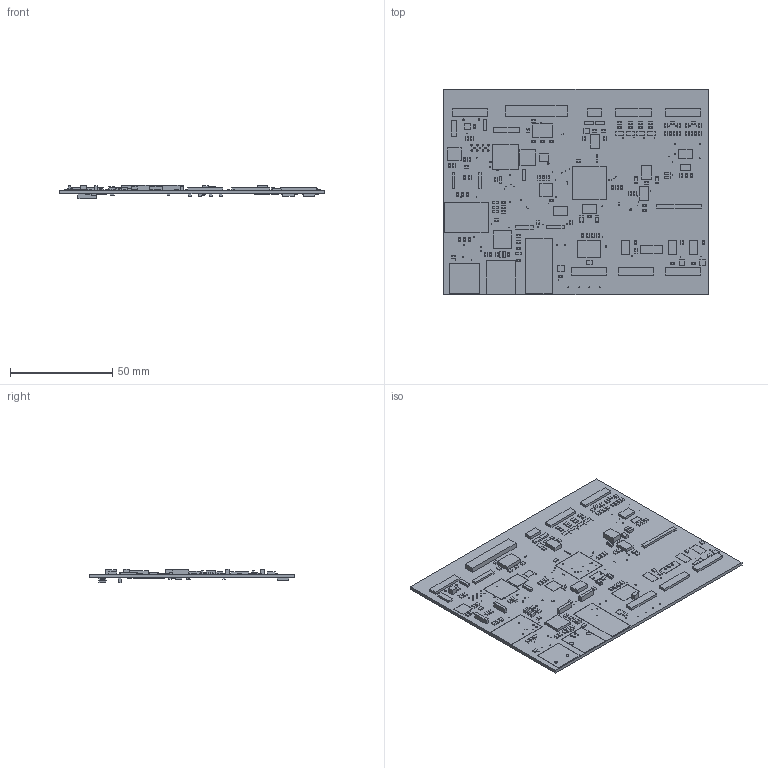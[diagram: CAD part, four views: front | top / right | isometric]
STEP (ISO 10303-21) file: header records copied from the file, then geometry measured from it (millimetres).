
FILE_DESCRIPTION(/* description */ (''),/* implementation_level */ '2;1');
FILE_NAME(/* name */ 'ae798869-a431-4e23-accf-43234857b0db.zip.stp',/* time_stamp */ '2019-06-06T05:54:03+00:00',/* author */ (''),/* organization */ (''),/* preprocessor_version */ 'ST-DEVELOPER v18',/* originating_system */ 'Autodesk Translation Framework v8.2.0.1029',/* authorisation */ '');
FILE_SCHEMA (('AUTOMOTIVE_DESIGN { 1 0 10303 214 3 1 1 }'));
Length unit declared in the file: millimetre
Products named in the file (56): Data Logger V2.0; PCB Component; Board; HM-10-BOARD; 104; 22p; SMBJ26CA; SM712; SS14; ATMEGA2560-16AU; 61400416121; 68uh; 3.3uh; BSS138; TRANSISTOR-NPN; 16M; 1 K; 0ohm; TF-HOLDER; LM2596SX-ADJ/NOPB; AMS1117-3.3; 74LVC245; ADS1115IDGST; SN74LVC1G125DBVR; ATWINC1500_MR210PB; 32.768kHz; MINISMDC050F-2; TIP120; M7; EL357N(A)(TA)-G; TLP292-4(V4-LA,E; SMD-DIODE-ZENER-5.1V-500MW(SOD-123); BATTCOM_20MM_PTH; 470uf; 220uf; 100uF; 3A/40V/500mV; GREEN; 6V/0.5A; 30Ω/1.8A ...
Assembly tree (183 placements, depth 3):
  Data Logger V2.0
    PCB Component
      Board
      HM-10-BOARD
      104  x26
      22p  x4
      SMBJ26CA
      SM712
      SS14  x4
      ATMEGA2560-16AU
      61400416121
      68uh
      3.3uh
      BSS138
      TRANSISTOR-NPN  x2
      16M
      1 K  x44
      0ohm  x26
      TF-HOLDER
      LM2596SX-ADJ/NOPB
      AMS1117-3.3
      74LVC245
      ADS1115IDGST
      SN74LVC1G125DBVR  x2
      ATWINC1500_MR210PB
      32.768kHz
      MINISMDC050F-2
      TIP120
      M7
      EL357N(A)(TA)-G  x3
      TLP292-4(V4-LA,E
      SMD-DIODE-ZENER-5.1V-500MW(SOD-123)  x4
      BATTCOM_20MM_PTH
      470uf
      220uf
      100uF  x2
      3A/40V/500mV  x10
      GREEN  x4
      6V/0.5A  x2
      30Ω/1.8A  x2
      OP-AMP
      FT232RL
      DB9_MALE
      CHIPLED_0805
      500mA/300V
      1k
      Red  x2
      MOMENTARY-SWITCH-SPST-SMD-6.0X3.5MM  x2
      DS1307Z
       MAX3485CSA
      MAX3232
      MSTBA4  x6
      0204/7
      MSTBA2
      MC-306
      AVR_SPI_PROG_3X2PTH
Bounding box: 129.21 x 100.32 x 6.68 mm (x, y, z)
Volume: 22529.8 mm3; surface area: 36757.9 mm2
Topology: 182 solids, 182 shells, 2119 faces, 5263 edges, 3506 vertices
Faces by surface type: plane 1918, cylinder 201
Full cylindrical faces by diameter (mm): 0.35 x99, 0.4 x7, 0.635 x6, 0.762 x2, 0.787 x15, 0.813 x6, 0.92 x4, 1.016 x17, 1.2 x3, 1.25 x2, 1.3 x2, 1.397 x26, 2.3 x2, 3.302 x2
Entity records: 21088 total; most frequent: DIRECTION 3469, CARTESIAN_POINT 3191, ORIENTED_EDGE 2846, EDGE_CURVE 1423, AXIS2_PLACEMENT_3D 1224, LINE 1021, VECTOR 1021, EDGE_LOOP 971
